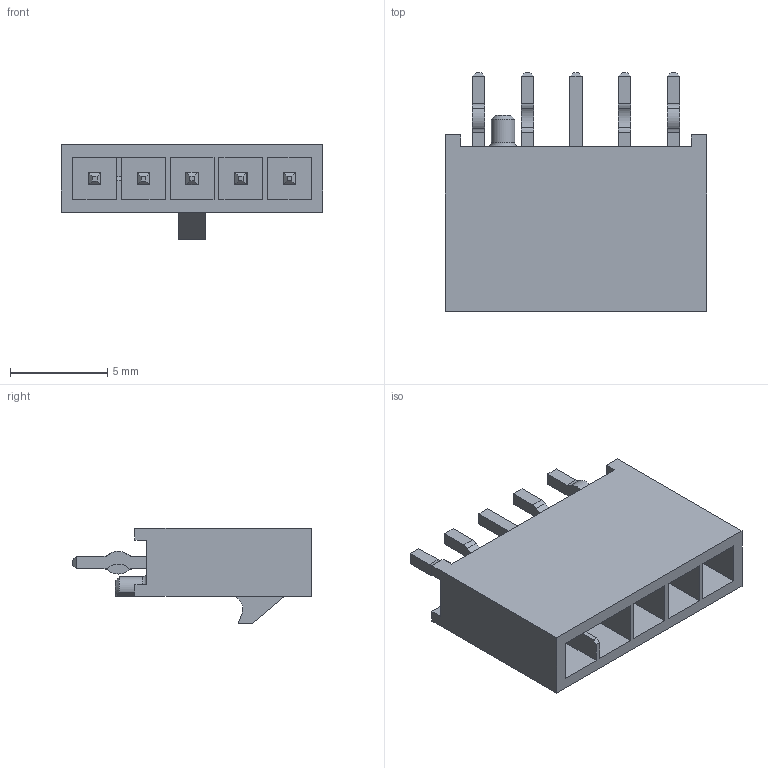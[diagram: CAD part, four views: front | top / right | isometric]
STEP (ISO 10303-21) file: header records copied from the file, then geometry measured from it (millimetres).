
FILE_DESCRIPTION(/* description */ ('Unknown'),/* implementation_level */ '2;1');
FILE_NAME(/* name */ '626005120101',/* time_stamp */ '2023-11-10T11:54:14+01:00',/* author */ ('Unknown'),/* organization */ ('Unknown'),/* preprocessor_version */ 'ST-DEVELOPER v18.102',/* originating_system */ 'Solid Edge',/* authorisation */ 'Unknown');
FILE_SCHEMA (('AUTOMOTIVE_DESIGN {1 0 10303 214 3 1 1}'));
Length unit declared in the file: millimetre
Products named in the file (4): 6260xx120101; 626005120101; 6260xx120101_PIN2; 6260xx120101_PIN1
Assembly tree (6 placements, depth 2):
  6260xx120101
    626005120101
    6260xx120101_PIN2  x4
    6260xx120101_PIN1
Bounding box: 13.44 x 12.26 x 4.88 mm (x, y, z)
Volume: 239.1 mm3; surface area: 878.1 mm2
Topology: 6 solids, 6 shells, 209 faces, 517 edges, 331 vertices
Faces by surface type: plane 181, cylinder 26, cone 1, torus 1
Entity records: 4351 total; most frequent: CARTESIAN_POINT 766, ORIENTED_EDGE 722, DIRECTION 673, EDGE_CURVE 361, LINE 337, VECTOR 337, VERTEX_POINT 235, AXIS2_PLACEMENT_3D 168
